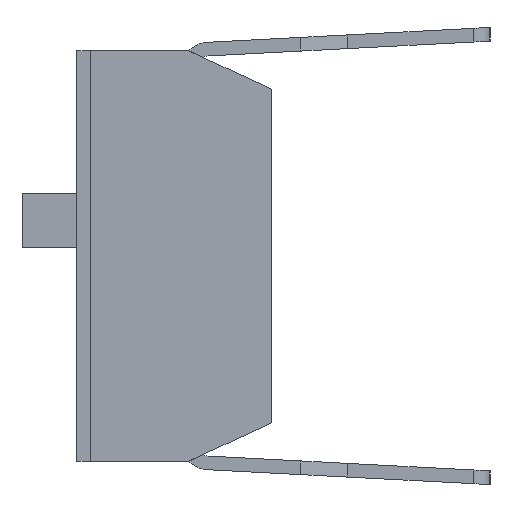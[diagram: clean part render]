
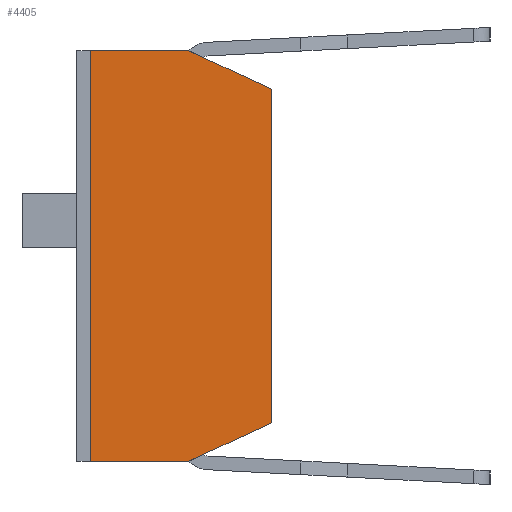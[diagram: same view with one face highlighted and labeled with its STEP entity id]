
A CAD part, left-side view. The second image highlights one B-rep face of the part: STEP entity #4405.
In plain terms, the highlighted planar face has unit normal (-1, 0, 0).
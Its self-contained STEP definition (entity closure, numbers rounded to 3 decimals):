
#327 = DIRECTION ( 'NONE',  ( 0., 0.906, -0.423 ) ) ;
#439 = LINE ( 'NONE', #5293, #8474 ) ;
#507 = DIRECTION ( 'NONE',  ( 0., 1., 0. ) ) ;
#844 = CARTESIAN_POINT ( 'NONE',  ( -11.15, 2.9, -3.75 ) ) ;
#863 = DIRECTION ( 'NONE',  ( 0., 0., -1. ) ) ;
#1013 = EDGE_CURVE ( 'NONE', #6322, #9666, #2392, .T. ) ;
#1875 = VECTOR ( 'NONE', #4975, 1000. ) ;
#2392 = LINE ( 'NONE', #9857, #1875 ) ;
#2472 = PLANE ( 'NONE',  #8690 ) ;
#2622 = ORIENTED_EDGE ( 'NONE', *, *, #1013, .F. ) ;
#2666 = CARTESIAN_POINT ( 'NONE',  ( -11.15, 4.7, -3.75 ) ) ;
#3290 = CARTESIAN_POINT ( 'NONE',  ( -11.15, 4.7, 0. ) ) ;
#3295 = ORIENTED_EDGE ( 'NONE', *, *, #9871, .F. ) ;
#3685 = CARTESIAN_POINT ( 'NONE',  ( -11.15, 0., -3.75 ) ) ;
#3782 = CARTESIAN_POINT ( 'NONE',  ( -11.15, 2.9, 3.75 ) ) ;
#4168 = EDGE_CURVE ( 'NONE', #8146, #7636, #9809, .T. ) ;
#4314 = LINE ( 'NONE', #6759, #7197 ) ;
#4331 = VECTOR ( 'NONE', #8906, 1000. ) ;
#4405 = ADVANCED_FACE ( 'NONE', ( #8695 ), #2472, .F. ) ;
#4704 = LINE ( 'NONE', #3290, #4331 ) ;
#4871 = CARTESIAN_POINT ( 'NONE',  ( -11.15, 1.4, -3.051 ) ) ;
#4975 = DIRECTION ( 'NONE',  ( 0., -0.906, -0.423 ) ) ;
#5144 = ORIENTED_EDGE ( 'NONE', *, *, #9093, .F. ) ;
#5254 = DIRECTION ( 'NONE',  ( 0., -1., 0. ) ) ;
#5293 = CARTESIAN_POINT ( 'NONE',  ( -11.15, 1.4, 0. ) ) ;
#5789 = ORIENTED_EDGE ( 'NONE', *, *, #6060, .F. ) ;
#6060 = EDGE_CURVE ( 'NONE', #6422, #8146, #4314, .T. ) ;
#6196 = EDGE_LOOP ( 'NONE', ( #8345, #5789, #7345, #2622, #3295, #5144 ) ) ;
#6322 = VERTEX_POINT ( 'NONE', #3782 ) ;
#6422 = VERTEX_POINT ( 'NONE', #4871 ) ;
#6582 = VERTEX_POINT ( 'NONE', #9886 ) ;
#6617 = LINE ( 'NONE', #10074, #8140 ) ;
#6759 = CARTESIAN_POINT ( 'NONE',  ( -11.15, -0.918, -1.969 ) ) ;
#6950 = EDGE_CURVE ( 'NONE', #9666, #6422, #439, .T. ) ;
#6986 = DIRECTION ( 'NONE',  ( 0., 0., -1. ) ) ;
#7197 = VECTOR ( 'NONE', #327, 1000. ) ;
#7345 = ORIENTED_EDGE ( 'NONE', *, *, #6950, .F. ) ;
#7636 = VERTEX_POINT ( 'NONE', #2666 ) ;
#8140 = VECTOR ( 'NONE', #5254, 1000. ) ;
#8146 = VERTEX_POINT ( 'NONE', #844 ) ;
#8345 = ORIENTED_EDGE ( 'NONE', *, *, #4168, .F. ) ;
#8472 = CARTESIAN_POINT ( 'NONE',  ( -11.15, 1.4, 3.051 ) ) ;
#8474 = VECTOR ( 'NONE', #6986, 1000. ) ;
#8690 = AXIS2_PLACEMENT_3D ( 'NONE', #8921, #9668, #863 ) ;
#8695 = FACE_OUTER_BOUND ( 'NONE', #6196, .T. ) ;
#8906 = DIRECTION ( 'NONE',  ( 0., 0., 1. ) ) ;
#8921 = CARTESIAN_POINT ( 'NONE',  ( -11.15, 0., 0. ) ) ;
#9093 = EDGE_CURVE ( 'NONE', #7636, #6582, #4704, .T. ) ;
#9666 = VERTEX_POINT ( 'NONE', #8472 ) ;
#9668 = DIRECTION ( 'NONE',  ( 1., 0., 0. ) ) ;
#9809 = LINE ( 'NONE', #3685, #10302 ) ;
#9857 = CARTESIAN_POINT ( 'NONE',  ( -11.15, -0.918, 1.969 ) ) ;
#9871 = EDGE_CURVE ( 'NONE', #6582, #6322, #6617, .T. ) ;
#9886 = CARTESIAN_POINT ( 'NONE',  ( -11.15, 4.7, 3.75 ) ) ;
#10074 = CARTESIAN_POINT ( 'NONE',  ( -11.15, 0., 3.75 ) ) ;
#10302 = VECTOR ( 'NONE', #507, 1000. ) ;
